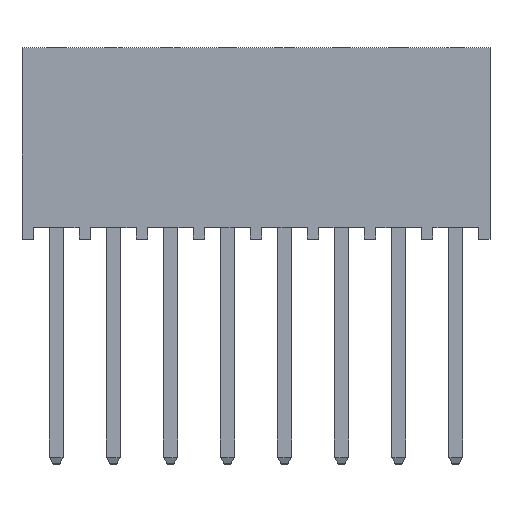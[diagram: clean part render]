
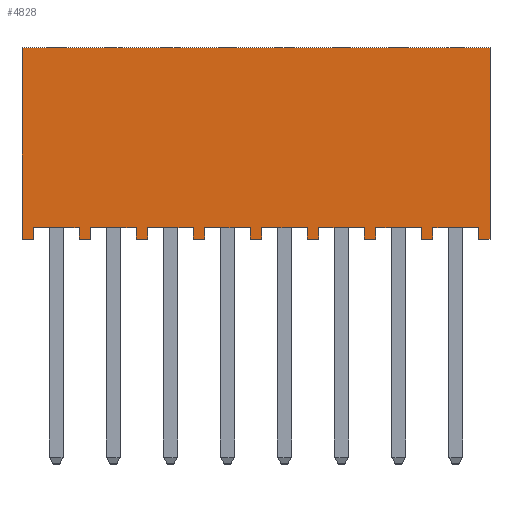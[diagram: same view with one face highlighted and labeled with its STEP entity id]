
A CAD part, top view. The second image highlights one B-rep face of the part: STEP entity #4828.
In plain terms, the highlighted planar face has unit normal (0, 0, 1).
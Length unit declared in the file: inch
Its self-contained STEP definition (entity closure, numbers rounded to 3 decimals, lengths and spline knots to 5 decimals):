
#67=ORIENTED_EDGE('',*,*,#1459,.F.);
#68=ORIENTED_EDGE('',*,*,#1460,.T.);
#69=ORIENTED_EDGE('',*,*,#1461,.F.);
#70=ORIENTED_EDGE('',*,*,#1462,.F.);
#71=ORIENTED_EDGE('',*,*,#1463,.T.);
#72=ORIENTED_EDGE('',*,*,#1464,.T.);
#73=ORIENTED_EDGE('',*,*,#1465,.F.);
#74=ORIENTED_EDGE('',*,*,#1466,.F.);
#75=ORIENTED_EDGE('',*,*,#1467,.F.);
#76=ORIENTED_EDGE('',*,*,#1468,.T.);
#77=ORIENTED_EDGE('',*,*,#1469,.F.);
#78=ORIENTED_EDGE('',*,*,#1470,.F.);
#79=ORIENTED_EDGE('',*,*,#1471,.F.);
#80=ORIENTED_EDGE('',*,*,#1472,.T.);
#81=ORIENTED_EDGE('',*,*,#1473,.F.);
#82=ORIENTED_EDGE('',*,*,#1474,.F.);
#83=ORIENTED_EDGE('',*,*,#1475,.F.);
#84=ORIENTED_EDGE('',*,*,#1476,.T.);
#85=ORIENTED_EDGE('',*,*,#1477,.F.);
#86=ORIENTED_EDGE('',*,*,#1478,.F.);
#87=ORIENTED_EDGE('',*,*,#1479,.F.);
#88=ORIENTED_EDGE('',*,*,#1480,.T.);
#89=ORIENTED_EDGE('',*,*,#1481,.F.);
#90=ORIENTED_EDGE('',*,*,#1482,.F.);
#91=ORIENTED_EDGE('',*,*,#1483,.F.);
#92=ORIENTED_EDGE('',*,*,#1484,.T.);
#93=ORIENTED_EDGE('',*,*,#1485,.F.);
#94=ORIENTED_EDGE('',*,*,#1486,.F.);
#95=ORIENTED_EDGE('',*,*,#1487,.F.);
#96=ORIENTED_EDGE('',*,*,#1488,.T.);
#97=ORIENTED_EDGE('',*,*,#1489,.F.);
#98=ORIENTED_EDGE('',*,*,#1490,.F.);
#99=ORIENTED_EDGE('',*,*,#1491,.F.);
#100=ORIENTED_EDGE('',*,*,#1492,.T.);
#101=ORIENTED_EDGE('',*,*,#1493,.F.);
#102=ORIENTED_EDGE('',*,*,#1494,.F.);
#1459=EDGE_CURVE('',#2155,#2156,#2619,.T.);
#1460=EDGE_CURVE('',#2155,#2157,#2620,.T.);
#1461=EDGE_CURVE('',#2158,#2157,#2621,.T.);
#1462=EDGE_CURVE('',#2159,#2158,#2622,.T.);
#1463=EDGE_CURVE('',#2159,#2160,#2623,.T.);
#1464=EDGE_CURVE('',#2160,#2161,#2624,.T.);
#1465=EDGE_CURVE('',#2162,#2161,#2625,.T.);
#1466=EDGE_CURVE('',#2163,#2162,#2626,.T.);
#1467=EDGE_CURVE('',#2164,#2163,#2627,.T.);
#1468=EDGE_CURVE('',#2164,#2165,#2628,.T.);
#1469=EDGE_CURVE('',#2166,#2165,#2629,.T.);
#1470=EDGE_CURVE('',#2167,#2166,#2630,.T.);
#1471=EDGE_CURVE('',#2168,#2167,#2631,.T.);
#1472=EDGE_CURVE('',#2168,#2169,#2632,.T.);
#1473=EDGE_CURVE('',#2170,#2169,#2633,.T.);
#1474=EDGE_CURVE('',#2171,#2170,#2634,.T.);
#1475=EDGE_CURVE('',#2172,#2171,#2635,.T.);
#1476=EDGE_CURVE('',#2172,#2173,#2636,.T.);
#1477=EDGE_CURVE('',#2174,#2173,#2637,.T.);
#1478=EDGE_CURVE('',#2175,#2174,#2638,.T.);
#1479=EDGE_CURVE('',#2176,#2175,#2639,.T.);
#1480=EDGE_CURVE('',#2176,#2177,#2640,.T.);
#1481=EDGE_CURVE('',#2178,#2177,#2641,.T.);
#1482=EDGE_CURVE('',#2179,#2178,#2642,.T.);
#1483=EDGE_CURVE('',#2180,#2179,#2643,.T.);
#1484=EDGE_CURVE('',#2180,#2181,#2644,.T.);
#1485=EDGE_CURVE('',#2182,#2181,#2645,.T.);
#1486=EDGE_CURVE('',#2183,#2182,#2646,.T.);
#1487=EDGE_CURVE('',#2184,#2183,#2647,.T.);
#1488=EDGE_CURVE('',#2184,#2185,#2648,.T.);
#1489=EDGE_CURVE('',#2186,#2185,#2649,.T.);
#1490=EDGE_CURVE('',#2187,#2186,#2650,.T.);
#1491=EDGE_CURVE('',#2188,#2187,#2651,.T.);
#1492=EDGE_CURVE('',#2188,#2189,#2652,.T.);
#1493=EDGE_CURVE('',#2190,#2189,#2653,.T.);
#1494=EDGE_CURVE('',#2156,#2190,#2654,.T.);
#2155=VERTEX_POINT('',#6641);
#2156=VERTEX_POINT('',#6642);
#2157=VERTEX_POINT('',#6644);
#2158=VERTEX_POINT('',#6646);
#2159=VERTEX_POINT('',#6648);
#2160=VERTEX_POINT('',#6650);
#2161=VERTEX_POINT('',#6652);
#2162=VERTEX_POINT('',#6654);
#2163=VERTEX_POINT('',#6656);
#2164=VERTEX_POINT('',#6658);
#2165=VERTEX_POINT('',#6660);
#2166=VERTEX_POINT('',#6662);
#2167=VERTEX_POINT('',#6664);
#2168=VERTEX_POINT('',#6666);
#2169=VERTEX_POINT('',#6668);
#2170=VERTEX_POINT('',#6670);
#2171=VERTEX_POINT('',#6672);
#2172=VERTEX_POINT('',#6674);
#2173=VERTEX_POINT('',#6676);
#2174=VERTEX_POINT('',#6678);
#2175=VERTEX_POINT('',#6680);
#2176=VERTEX_POINT('',#6682);
#2177=VERTEX_POINT('',#6684);
#2178=VERTEX_POINT('',#6686);
#2179=VERTEX_POINT('',#6688);
#2180=VERTEX_POINT('',#6690);
#2181=VERTEX_POINT('',#6692);
#2182=VERTEX_POINT('',#6694);
#2183=VERTEX_POINT('',#6696);
#2184=VERTEX_POINT('',#6698);
#2185=VERTEX_POINT('',#6700);
#2186=VERTEX_POINT('',#6702);
#2187=VERTEX_POINT('',#6704);
#2188=VERTEX_POINT('',#6706);
#2189=VERTEX_POINT('',#6708);
#2190=VERTEX_POINT('',#6710);
#2619=LINE('',#6640,#3315);
#2620=LINE('',#6643,#3316);
#2621=LINE('',#6645,#3317);
#2622=LINE('',#6647,#3318);
#2623=LINE('',#6649,#3319);
#2624=LINE('',#6651,#3320);
#2625=LINE('',#6653,#3321);
#2626=LINE('',#6655,#3322);
#2627=LINE('',#6657,#3323);
#2628=LINE('',#6659,#3324);
#2629=LINE('',#6661,#3325);
#2630=LINE('',#6663,#3326);
#2631=LINE('',#6665,#3327);
#2632=LINE('',#6667,#3328);
#2633=LINE('',#6669,#3329);
#2634=LINE('',#6671,#3330);
#2635=LINE('',#6673,#3331);
#2636=LINE('',#6675,#3332);
#2637=LINE('',#6677,#3333);
#2638=LINE('',#6679,#3334);
#2639=LINE('',#6681,#3335);
#2640=LINE('',#6683,#3336);
#2641=LINE('',#6685,#3337);
#2642=LINE('',#6687,#3338);
#2643=LINE('',#6689,#3339);
#2644=LINE('',#6691,#3340);
#2645=LINE('',#6693,#3341);
#2646=LINE('',#6695,#3342);
#2647=LINE('',#6697,#3343);
#2648=LINE('',#6699,#3344);
#2649=LINE('',#6701,#3345);
#2650=LINE('',#6703,#3346);
#2651=LINE('',#6705,#3347);
#2652=LINE('',#6707,#3348);
#2653=LINE('',#6709,#3349);
#2654=LINE('',#6711,#3350);
#3315=VECTOR('',#5401,39.37008);
#3316=VECTOR('',#5402,39.37008);
#3317=VECTOR('',#5403,39.37008);
#3318=VECTOR('',#5404,39.37008);
#3319=VECTOR('',#5405,39.37008);
#3320=VECTOR('',#5406,39.37008);
#3321=VECTOR('',#5407,39.37008);
#3322=VECTOR('',#5408,39.37008);
#3323=VECTOR('',#5409,39.37008);
#3324=VECTOR('',#5410,39.37008);
#3325=VECTOR('',#5411,39.37008);
#3326=VECTOR('',#5412,39.37008);
#3327=VECTOR('',#5413,39.37008);
#3328=VECTOR('',#5414,39.37008);
#3329=VECTOR('',#5415,39.37008);
#3330=VECTOR('',#5416,39.37008);
#3331=VECTOR('',#5417,39.37008);
#3332=VECTOR('',#5418,39.37008);
#3333=VECTOR('',#5419,39.37008);
#3334=VECTOR('',#5420,39.37008);
#3335=VECTOR('',#5421,39.37008);
#3336=VECTOR('',#5422,39.37008);
#3337=VECTOR('',#5423,39.37008);
#3338=VECTOR('',#5424,39.37008);
#3339=VECTOR('',#5425,39.37008);
#3340=VECTOR('',#5426,39.37008);
#3341=VECTOR('',#5427,39.37008);
#3342=VECTOR('',#5428,39.37008);
#3343=VECTOR('',#5429,39.37008);
#3344=VECTOR('',#5430,39.37008);
#3345=VECTOR('',#5431,39.37008);
#3346=VECTOR('',#5432,39.37008);
#3347=VECTOR('',#5433,39.37008);
#3348=VECTOR('',#5434,39.37008);
#3349=VECTOR('',#5435,39.37008);
#3350=VECTOR('',#5436,39.37008);
#3976=EDGE_LOOP('',(#67,#68,#69,#70,#71,#72,#73,#74,#75,#76,#77,#78,#79,
#80,#81,#82,#83,#84,#85,#86,#87,#88,#89,#90,#91,#92,#93,#94,#95,#96,#97,
#98,#99,#100,#101,#102));
#4276=FACE_BOUND('',#3976,.T.);
#4576=PLANE('',#5106);
#4828=ADVANCED_FACE('',(#4276),#4576,.F.);
#5106=AXIS2_PLACEMENT_3D('',#6639,#5399,#5400);
#5399=DIRECTION('',(0.,0.,-1.));
#5400=DIRECTION('',(-1.,0.,0.));
#5401=DIRECTION('',(0.,1.,0.));
#5402=DIRECTION('',(1.,0.,0.));
#5403=DIRECTION('',(0.,-1.,0.));
#5404=DIRECTION('',(1.,0.,0.));
#5405=DIRECTION('',(0.,-1.,0.));
#5406=DIRECTION('',(1.,0.,0.));
#5407=DIRECTION('',(0.,-1.,0.));
#5408=DIRECTION('',(-1.,0.,0.));
#5409=DIRECTION('',(0.,1.,0.));
#5410=DIRECTION('',(1.,0.,0.));
#5411=DIRECTION('',(0.,-1.,0.));
#5412=DIRECTION('',(-1.,0.,0.));
#5413=DIRECTION('',(0.,1.,0.));
#5414=DIRECTION('',(1.,0.,0.));
#5415=DIRECTION('',(0.,-1.,0.));
#5416=DIRECTION('',(-1.,0.,0.));
#5417=DIRECTION('',(0.,1.,0.));
#5418=DIRECTION('',(1.,0.,0.));
#5419=DIRECTION('',(0.,-1.,0.));
#5420=DIRECTION('',(-1.,0.,0.));
#5421=DIRECTION('',(0.,1.,0.));
#5422=DIRECTION('',(1.,0.,0.));
#5423=DIRECTION('',(0.,-1.,0.));
#5424=DIRECTION('',(-1.,0.,0.));
#5425=DIRECTION('',(0.,1.,0.));
#5426=DIRECTION('',(1.,0.,0.));
#5427=DIRECTION('',(0.,-1.,0.));
#5428=DIRECTION('',(-1.,0.,0.));
#5429=DIRECTION('',(0.,1.,0.));
#5430=DIRECTION('',(1.,0.,0.));
#5431=DIRECTION('',(0.,-1.,0.));
#5432=DIRECTION('',(-1.,0.,0.));
#5433=DIRECTION('',(0.,1.,0.));
#5434=DIRECTION('',(1.,0.,0.));
#5435=DIRECTION('',(0.,-1.,0.));
#5436=DIRECTION('',(-1.,0.,0.));
#6639=CARTESIAN_POINT('',(-0.41,0.335,0.0975));
#6640=CARTESIAN_POINT('',(0.39,0.335,0.0975));
#6641=CARTESIAN_POINT('',(0.39,0.,0.0975));
#6642=CARTESIAN_POINT('',(0.39,0.02,0.0975));
#6643=CARTESIAN_POINT('',(-0.41,0.,0.0975));
#6644=CARTESIAN_POINT('',(0.41,0.,0.0975));
#6645=CARTESIAN_POINT('',(0.41,0.335,0.0975));
#6646=CARTESIAN_POINT('',(0.41,0.335,0.0975));
#6647=CARTESIAN_POINT('',(-0.41,0.335,0.0975));
#6648=CARTESIAN_POINT('',(-0.41,0.335,0.0975));
#6649=CARTESIAN_POINT('',(-0.41,0.335,0.0975));
#6650=CARTESIAN_POINT('',(-0.41,0.,0.0975));
#6651=CARTESIAN_POINT('',(-0.41,0.,0.0975));
#6652=CARTESIAN_POINT('',(-0.39,0.,0.0975));
#6653=CARTESIAN_POINT('',(-0.39,0.335,0.0975));
#6654=CARTESIAN_POINT('',(-0.39,0.02,0.0975));
#6655=CARTESIAN_POINT('',(-0.41,0.02,0.0975));
#6656=CARTESIAN_POINT('',(-0.31,0.02,0.0975));
#6657=CARTESIAN_POINT('',(-0.31,0.335,0.0975));
#6658=CARTESIAN_POINT('',(-0.31,0.,0.0975));
#6659=CARTESIAN_POINT('',(-0.41,0.,0.0975));
#6660=CARTESIAN_POINT('',(-0.29,0.,0.0975));
#6661=CARTESIAN_POINT('',(-0.29,0.335,0.0975));
#6662=CARTESIAN_POINT('',(-0.29,0.02,0.0975));
#6663=CARTESIAN_POINT('',(-0.41,0.02,0.0975));
#6664=CARTESIAN_POINT('',(-0.21,0.02,0.0975));
#6665=CARTESIAN_POINT('',(-0.21,0.335,0.0975));
#6666=CARTESIAN_POINT('',(-0.21,0.,0.0975));
#6667=CARTESIAN_POINT('',(-0.41,0.,0.0975));
#6668=CARTESIAN_POINT('',(-0.19,0.,0.0975));
#6669=CARTESIAN_POINT('',(-0.19,0.335,0.0975));
#6670=CARTESIAN_POINT('',(-0.19,0.02,0.0975));
#6671=CARTESIAN_POINT('',(-0.41,0.02,0.0975));
#6672=CARTESIAN_POINT('',(-0.11,0.02,0.0975));
#6673=CARTESIAN_POINT('',(-0.11,0.335,0.0975));
#6674=CARTESIAN_POINT('',(-0.11,0.,0.0975));
#6675=CARTESIAN_POINT('',(-0.41,0.,0.0975));
#6676=CARTESIAN_POINT('',(-0.09,0.,0.0975));
#6677=CARTESIAN_POINT('',(-0.09,0.335,0.0975));
#6678=CARTESIAN_POINT('',(-0.09,0.02,0.0975));
#6679=CARTESIAN_POINT('',(-0.41,0.02,0.0975));
#6680=CARTESIAN_POINT('',(-0.01,0.02,0.0975));
#6681=CARTESIAN_POINT('',(-0.01,0.335,0.0975));
#6682=CARTESIAN_POINT('',(-0.01,0.,0.0975));
#6683=CARTESIAN_POINT('',(-0.41,0.,0.0975));
#6684=CARTESIAN_POINT('',(0.01,0.,0.0975));
#6685=CARTESIAN_POINT('',(0.01,0.335,0.0975));
#6686=CARTESIAN_POINT('',(0.01,0.02,0.0975));
#6687=CARTESIAN_POINT('',(-0.41,0.02,0.0975));
#6688=CARTESIAN_POINT('',(0.09,0.02,0.0975));
#6689=CARTESIAN_POINT('',(0.09,0.335,0.0975));
#6690=CARTESIAN_POINT('',(0.09,0.,0.0975));
#6691=CARTESIAN_POINT('',(-0.41,0.,0.0975));
#6692=CARTESIAN_POINT('',(0.11,0.,0.0975));
#6693=CARTESIAN_POINT('',(0.11,0.335,0.0975));
#6694=CARTESIAN_POINT('',(0.11,0.02,0.0975));
#6695=CARTESIAN_POINT('',(-0.41,0.02,0.0975));
#6696=CARTESIAN_POINT('',(0.19,0.02,0.0975));
#6697=CARTESIAN_POINT('',(0.19,0.335,0.0975));
#6698=CARTESIAN_POINT('',(0.19,0.,0.0975));
#6699=CARTESIAN_POINT('',(-0.41,0.,0.0975));
#6700=CARTESIAN_POINT('',(0.21,0.,0.0975));
#6701=CARTESIAN_POINT('',(0.21,0.335,0.0975));
#6702=CARTESIAN_POINT('',(0.21,0.02,0.0975));
#6703=CARTESIAN_POINT('',(-0.41,0.02,0.0975));
#6704=CARTESIAN_POINT('',(0.29,0.02,0.0975));
#6705=CARTESIAN_POINT('',(0.29,0.335,0.0975));
#6706=CARTESIAN_POINT('',(0.29,0.,0.0975));
#6707=CARTESIAN_POINT('',(-0.41,0.,0.0975));
#6708=CARTESIAN_POINT('',(0.31,0.,0.0975));
#6709=CARTESIAN_POINT('',(0.31,0.335,0.0975));
#6710=CARTESIAN_POINT('',(0.31,0.02,0.0975));
#6711=CARTESIAN_POINT('',(-0.41,0.02,0.0975));
